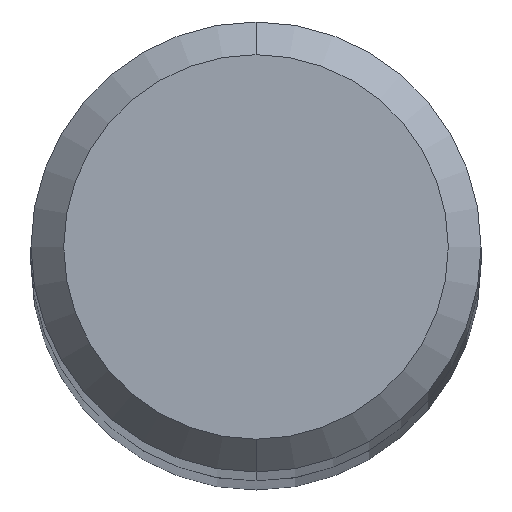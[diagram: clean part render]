
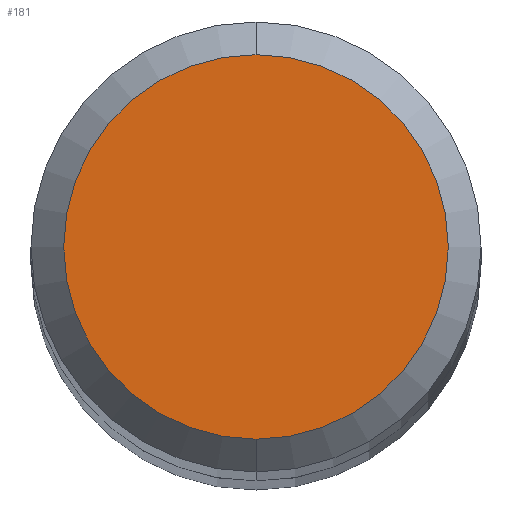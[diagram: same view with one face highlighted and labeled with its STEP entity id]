
A CAD part, top view. The second image highlights one B-rep face of the part: STEP entity #181.
In plain terms, the highlighted planar face has unit normal (0, 0, 1).
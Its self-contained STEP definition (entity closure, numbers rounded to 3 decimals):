
#181=ADVANCED_FACE('',(#459),#460,.T.);
#213=VERTEX_POINT('',#496);
#257=EDGE_CURVE('',#263,#213,#544,.T.);
#263=VERTEX_POINT('',#550);
#375=EDGE_CURVE('',#213,#263,#672,.T.);
#459=FACE_OUTER_BOUND('',#785,.T.);
#460=PLANE('',#786);
#496=CARTESIAN_POINT('',(0.0,2.35,0.0));
#544=CIRCLE('',#997,2.35);
#550=CARTESIAN_POINT('',(0.,-2.35,0.0));
#672=CIRCLE('',#1191,2.35);
#785=EDGE_LOOP('',(#1338,#1339));
#786=AXIS2_PLACEMENT_3D('',#1340,#1341,#1342);
#997=AXIS2_PLACEMENT_3D('',#1433,#1434,#1435);
#1191=AXIS2_PLACEMENT_3D('',#1579,#1580,#1581);
#1338=ORIENTED_EDGE('',*,*,#375,.F.);
#1339=ORIENTED_EDGE('',*,*,#257,.F.);
#1340=CARTESIAN_POINT('',(0.0,1.175,0.0));
#1341=DIRECTION('',(-0.0,0.0,1.0));
#1342=DIRECTION('',(0.0,-1.0,0.0));
#1433=CARTESIAN_POINT('',(0.0,0.0,0.0));
#1434=DIRECTION('',(0.0,0.0,-1.0));
#1435=DIRECTION('',(0.0,1.0,0.0));
#1579=CARTESIAN_POINT('',(0.0,0.0,0.0));
#1580=DIRECTION('',(0.0,0.0,-1.0));
#1581=DIRECTION('',(0.0,1.0,0.0));
